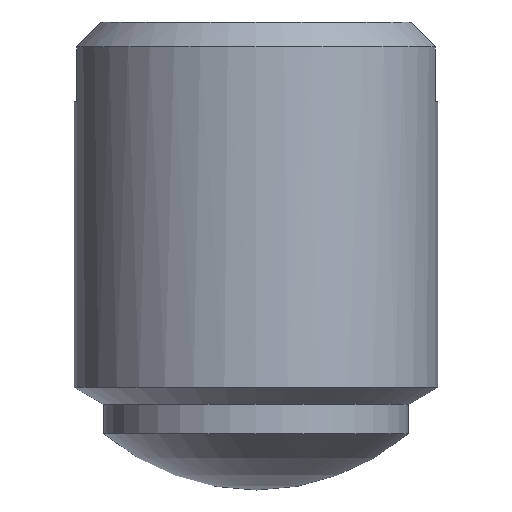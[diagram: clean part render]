
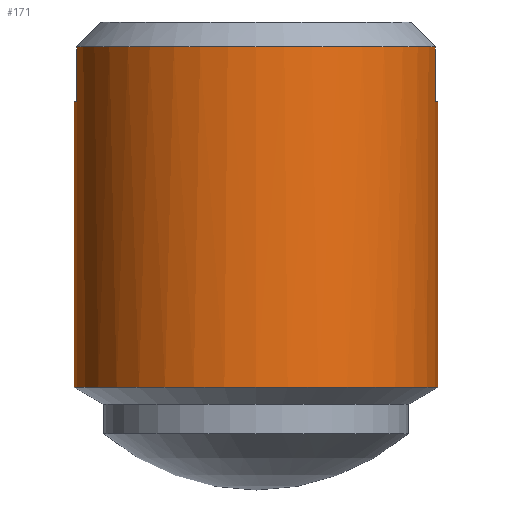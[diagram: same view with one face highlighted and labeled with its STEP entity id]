
A CAD part, left-side view. The second image highlights one B-rep face of the part: STEP entity #171.
In plain terms, the highlighted cylindrical face has radius 5.55 mm (diameter 11.1 mm), a full revolution.
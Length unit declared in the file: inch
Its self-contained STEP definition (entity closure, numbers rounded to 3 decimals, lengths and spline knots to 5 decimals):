
#17=CYLINDRICAL_SURFACE('',#193,0.2185);
#20=FACE_BOUND('',#57,.T.);
#24=CIRCLE('',#176,0.2185);
#25=CIRCLE('',#177,0.2185);
#28=CIRCLE('',#184,0.2185);
#29=CIRCLE('',#186,0.2185);
#30=CIRCLE('',#188,0.2185);
#43=FACE_OUTER_BOUND('',#56,.T.);
#56=EDGE_LOOP('',(#147,#148,#149,#150,#151,#152,#153,#154));
#57=EDGE_LOOP('',(#155));
#62=LINE('',#248,#70);
#64=LINE('',#252,#72);
#67=LINE('',#270,#75);
#69=LINE('',#281,#77);
#70=VECTOR('',#198,0.066);
#72=VECTOR('',#200,0.066);
#75=VECTOR('',#211,0.066);
#77=VECTOR('',#213,0.066);
#78=VERTEX_POINT('',#246);
#79=VERTEX_POINT('',#247);
#80=VERTEX_POINT('',#249);
#81=VERTEX_POINT('',#251);
#84=VERTEX_POINT('',#263);
#85=VERTEX_POINT('',#265);
#86=VERTEX_POINT('',#269);
#89=VERTEX_POINT('',#277);
#90=VERTEX_POINT('',#291);
#93=EDGE_CURVE('',#78,#79,#62,.T.);
#95=EDGE_CURVE('',#81,#80,#64,.T.);
#99=EDGE_CURVE('',#84,#78,#24,.T.);
#101=EDGE_CURVE('',#80,#85,#25,.T.);
#102=EDGE_CURVE('',#86,#84,#67,.T.);
#106=EDGE_CURVE('',#85,#89,#69,.T.);
#109=EDGE_CURVE('',#86,#89,#28,.T.);
#110=EDGE_CURVE('',#81,#79,#29,.T.);
#111=EDGE_CURVE('',#90,#90,#30,.T.);
#147=ORIENTED_EDGE('',*,*,#93,.T.);
#148=ORIENTED_EDGE('',*,*,#110,.F.);
#149=ORIENTED_EDGE('',*,*,#95,.T.);
#150=ORIENTED_EDGE('',*,*,#101,.T.);
#151=ORIENTED_EDGE('',*,*,#106,.T.);
#152=ORIENTED_EDGE('',*,*,#109,.F.);
#153=ORIENTED_EDGE('',*,*,#102,.T.);
#154=ORIENTED_EDGE('',*,*,#99,.T.);
#155=ORIENTED_EDGE('',*,*,#111,.T.);
#171=ADVANCED_FACE('',(#43,#20),#17,.T.);
#176=AXIS2_PLACEMENT_3D('',#264,#204,#205);
#177=AXIS2_PLACEMENT_3D('',#267,#207,#208);
#184=AXIS2_PLACEMENT_3D('',#287,#224,#225);
#186=AXIS2_PLACEMENT_3D('',#289,#228,#229);
#188=AXIS2_PLACEMENT_3D('',#292,#232,#233);
#193=AXIS2_PLACEMENT_3D('',#299,#242,#243);
#198=DIRECTION('',(0.,0.,1.));
#200=DIRECTION('',(0.,0.,-1.));
#204=DIRECTION('center_axis',(0.,0.,-1.));
#205=DIRECTION('ref_axis',(-1.,0.,0.));
#207=DIRECTION('center_axis',(0.,0.,-1.));
#208=DIRECTION('ref_axis',(-1.,0.,0.));
#211=DIRECTION('',(0.,0.,-1.));
#213=DIRECTION('',(0.,0.,1.));
#224=DIRECTION('center_axis',(0.,0.,1.));
#225=DIRECTION('ref_axis',(-1.,0.,0.));
#228=DIRECTION('center_axis',(0.,0.,1.));
#229=DIRECTION('ref_axis',(-1.,0.,0.));
#232=DIRECTION('center_axis',(0.,0.,1.));
#233=DIRECTION('ref_axis',(-1.,0.,0.));
#242=DIRECTION('center_axis',(0.,0.,-1.));
#243=DIRECTION('ref_axis',(-1.,0.,0.));
#246=CARTESIAN_POINT('',(0.036,0.21551,-0.096));
#247=CARTESIAN_POINT('',(0.036,0.21551,-0.03));
#248=CARTESIAN_POINT('',(0.036,0.21551,0.));
#249=CARTESIAN_POINT('',(0.036,-0.21551,-0.096));
#251=CARTESIAN_POINT('',(0.036,-0.21551,-0.03));
#252=CARTESIAN_POINT('',(0.036,-0.21551,0.));
#263=CARTESIAN_POINT('',(-0.036,0.21551,-0.096));
#264=CARTESIAN_POINT('Origin',(0.,0.,-0.096));
#265=CARTESIAN_POINT('',(-0.036,-0.21551,-0.096));
#267=CARTESIAN_POINT('Origin',(0.,0.,-0.096));
#269=CARTESIAN_POINT('',(-0.036,0.21551,-0.03));
#270=CARTESIAN_POINT('',(-0.036,0.21551,0.));
#277=CARTESIAN_POINT('',(-0.036,-0.21551,-0.03));
#281=CARTESIAN_POINT('',(-0.036,-0.21551,0.));
#287=CARTESIAN_POINT('Origin',(0.,0.,-0.03));
#289=CARTESIAN_POINT('Origin',(0.,0.,-0.03));
#291=CARTESIAN_POINT('',(-0.2185,0.,-0.43875));
#292=CARTESIAN_POINT('Origin',(0.,0.,-0.43875));
#299=CARTESIAN_POINT('Origin',(0.,0.,0.));
